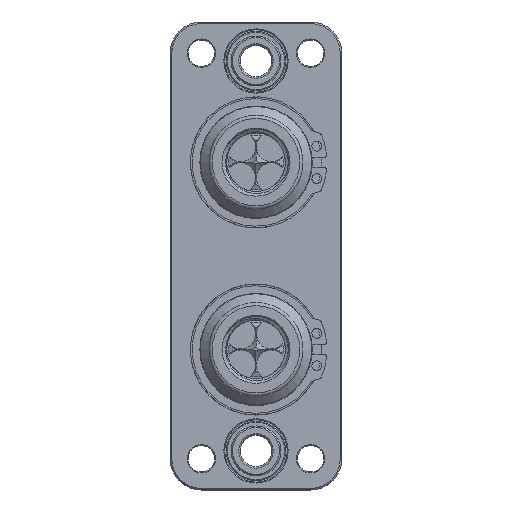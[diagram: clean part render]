
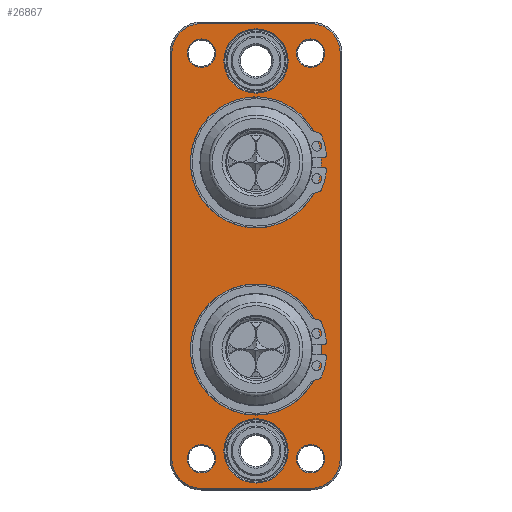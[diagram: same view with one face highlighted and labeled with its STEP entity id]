
A CAD part, top view. The second image highlights one B-rep face of the part: STEP entity #26867.
In plain terms, the highlighted planar face has unit normal (0, 0, 1).
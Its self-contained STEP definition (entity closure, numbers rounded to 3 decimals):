
#26704=CARTESIAN_POINT('',(0.,30.,27.));
#26705=DIRECTION('',(1.,0.,0.));
#26706=DIRECTION('',(0.,0.,1.));
#26707=AXIS2_PLACEMENT_3D('',#26704,#26706,#26705);
#26708=PLANE('',#26707);
#26709=CARTESIAN_POINT('',(-27.,95.,27.));
#26710=VERTEX_POINT('',#26709);
#26711=CARTESIAN_POINT('',(-17.5,104.5,27.));
#26712=VERTEX_POINT('',#26711);
#26713=CARTESIAN_POINT('',(-17.5,95.,27.));
#26714=DIRECTION('',(-1.,0.,0.));
#26715=DIRECTION('',(0.,0.,-1.));
#26716=AXIS2_PLACEMENT_3D('',#26713,#26715,#26714);
#26717=CIRCLE('',#26716,9.5);
#26718=EDGE_CURVE('',#26710,#26712,#26717,.T.);
#26719=ORIENTED_EDGE('E2859',*,*,#26718,.F.);
#26720=CARTESIAN_POINT('',(-27.,-35.,27.));
#26721=VERTEX_POINT('',#26720);
#26722=CARTESIAN_POINT('',(-27.,-35.,27.));
#26723=DIRECTION('',(0.,1.,0.));
#26724=VECTOR('',#26723,130.);
#26725=LINE('',#26722,#26724);
#26726=EDGE_CURVE('',#26721,#26710,#26725,.T.);
#26727=ORIENTED_EDGE('E2860',*,*,#26726,.F.);
#26728=CARTESIAN_POINT('',(-17.5,-44.5,27.));
#26729=VERTEX_POINT('',#26728);
#26730=CARTESIAN_POINT('',(-17.5,-35.,27.));
#26731=DIRECTION('',(0.,-1.,0.));
#26732=DIRECTION('',(0.,0.,-1.));
#26733=AXIS2_PLACEMENT_3D('',#26730,#26732,#26731);
#26734=CIRCLE('',#26733,9.5);
#26735=EDGE_CURVE('',#26729,#26721,#26734,.T.);
#26736=ORIENTED_EDGE('E2861',*,*,#26735,.F.);
#26737=CARTESIAN_POINT('',(17.5,-44.5,27.));
#26738=VERTEX_POINT('',#26737);
#26739=CARTESIAN_POINT('',(17.5,-44.5,27.));
#26740=DIRECTION('',(-1.,0.,0.));
#26741=VECTOR('',#26740,35.);
#26742=LINE('',#26739,#26741);
#26743=EDGE_CURVE('',#26738,#26729,#26742,.T.);
#26744=ORIENTED_EDGE('E2862',*,*,#26743,.F.);
#26745=CARTESIAN_POINT('',(27.,-35.,27.));
#26746=VERTEX_POINT('',#26745);
#26747=CARTESIAN_POINT('',(17.5,-35.,27.));
#26748=DIRECTION('',(1.,0.,0.));
#26749=DIRECTION('',(0.,0.,-1.));
#26750=AXIS2_PLACEMENT_3D('',#26747,#26749,#26748);
#26751=CIRCLE('',#26750,9.5);
#26752=EDGE_CURVE('',#26746,#26738,#26751,.T.);
#26753=ORIENTED_EDGE('E2863',*,*,#26752,.F.);
#26754=CARTESIAN_POINT('',(27.,95.,27.));
#26755=VERTEX_POINT('',#26754);
#26756=CARTESIAN_POINT('',(27.,95.,27.));
#26757=DIRECTION('',(0.,-1.,0.));
#26758=VECTOR('',#26757,130.);
#26759=LINE('',#26756,#26758);
#26760=EDGE_CURVE('',#26755,#26746,#26759,.T.);
#26761=ORIENTED_EDGE('E2864',*,*,#26760,.F.);
#26762=CARTESIAN_POINT('',(17.5,104.5,27.));
#26763=VERTEX_POINT('',#26762);
#26764=CARTESIAN_POINT('',(17.5,95.,27.));
#26765=DIRECTION('',(0.,1.,0.));
#26766=DIRECTION('',(0.,0.,-1.));
#26767=AXIS2_PLACEMENT_3D('',#26764,#26766,#26765);
#26768=CIRCLE('',#26767,9.5);
#26769=EDGE_CURVE('',#26763,#26755,#26768,.T.);
#26770=ORIENTED_EDGE('E2865',*,*,#26769,.F.);
#26771=CARTESIAN_POINT('',(-17.5,104.5,27.));
#26772=DIRECTION('',(1.,0.,0.));
#26773=VECTOR('',#26772,35.);
#26774=LINE('',#26771,#26773);
#26775=EDGE_CURVE('',#26712,#26763,#26774,.T.);
#26776=ORIENTED_EDGE('E2866',*,*,#26775,.F.);
#26777=EDGE_LOOP('',(#26719,#26727,#26736,#26744,#26753,#26761,#26770,#26776));
#26778=FACE_OUTER_BOUND('',#26777,.T.);
#26779=CARTESIAN_POINT('',(10.3,92.5,27.));
#26780=VERTEX_POINT('',#26779);
#26781=CARTESIAN_POINT('',(0.,92.5,27.));
#26782=DIRECTION('',(1.,0.,0.));
#26783=DIRECTION('',(0.,0.,-1.));
#26784=AXIS2_PLACEMENT_3D('',#26781,#26783,#26782);
#26785=CIRCLE('',#26784,10.3);
#26786=EDGE_CURVE('',#26780,#26780,#26785,.T.);
#26787=ORIENTED_EDGE('E3039',*,*,#26786,.T.);
#26788=EDGE_LOOP('',(#26787));
#26789=FACE_BOUND('',#26788,.T.);
#26790=CARTESIAN_POINT('',(10.3,-32.5,27.));
#26791=VERTEX_POINT('',#26790);
#26792=CARTESIAN_POINT('',(0.,-32.5,27.));
#26793=DIRECTION('',(1.,0.,0.));
#26794=DIRECTION('',(0.,0.,-1.));
#26795=AXIS2_PLACEMENT_3D('',#26792,#26794,#26793);
#26796=CIRCLE('',#26795,10.3);
#26797=EDGE_CURVE('',#26791,#26791,#26796,.T.);
#26798=ORIENTED_EDGE('E3041',*,*,#26797,.T.);
#26799=EDGE_LOOP('',(#26798));
#26800=FACE_BOUND('',#26799,.T.);
#26801=CARTESIAN_POINT('',(18.65,0.,27.));
#26802=VERTEX_POINT('',#26801);
#26803=CARTESIAN_POINT('',(0.,0.,27.));
#26804=DIRECTION('',(1.,0.,-0.));
#26805=DIRECTION('',(0.,0.,-1.));
#26806=AXIS2_PLACEMENT_3D('',#26803,#26805,#26804);
#26807=CIRCLE('',#26806,18.65);
#26808=EDGE_CURVE('',#26802,#26802,#26807,.T.);
#26809=ORIENTED_EDGE('E2960',*,*,#26808,.T.);
#26810=EDGE_LOOP('',(#26809));
#26811=FACE_BOUND('',#26810,.T.);
#26812=CARTESIAN_POINT('',(18.65,60.,27.));
#26813=VERTEX_POINT('',#26812);
#26814=CARTESIAN_POINT('',(0.,60.,27.));
#26815=DIRECTION('',(1.,0.,-0.));
#26816=DIRECTION('',(0.,-0.,-1.));
#26817=AXIS2_PLACEMENT_3D('',#26814,#26816,#26815);
#26818=CIRCLE('',#26817,18.65);
#26819=EDGE_CURVE('',#26813,#26813,#26818,.T.);
#26820=ORIENTED_EDGE('E2962',*,*,#26819,.T.);
#26821=EDGE_LOOP('',(#26820));
#26822=FACE_BOUND('',#26821,.T.);
#26823=CARTESIAN_POINT('',(22.05,95.,27.));
#26824=VERTEX_POINT('',#26823);
#26825=CARTESIAN_POINT('',(17.5,95.,27.));
#26826=DIRECTION('',(1.,0.,-0.));
#26827=DIRECTION('',(0.,0.,-1.));
#26828=AXIS2_PLACEMENT_3D('',#26825,#26827,#26826);
#26829=CIRCLE('',#26828,4.55);
#26830=EDGE_CURVE('',#26824,#26824,#26829,.T.);
#26831=ORIENTED_EDGE('E2951',*,*,#26830,.T.);
#26832=EDGE_LOOP('',(#26831));
#26833=FACE_BOUND('',#26832,.T.);
#26834=CARTESIAN_POINT('',(-12.95,95.,27.));
#26835=VERTEX_POINT('',#26834);
#26836=CARTESIAN_POINT('',(-17.5,95.,27.));
#26837=DIRECTION('',(1.,0.,-0.));
#26838=DIRECTION('',(0.,-0.,-1.));
#26839=AXIS2_PLACEMENT_3D('',#26836,#26838,#26837);
#26840=CIRCLE('',#26839,4.55);
#26841=EDGE_CURVE('',#26835,#26835,#26840,.T.);
#26842=ORIENTED_EDGE('E2953',*,*,#26841,.T.);
#26843=EDGE_LOOP('',(#26842));
#26844=FACE_BOUND('',#26843,.T.);
#26845=CARTESIAN_POINT('',(-12.95,-35.,27.));
#26846=VERTEX_POINT('',#26845);
#26847=CARTESIAN_POINT('',(-17.5,-35.,27.));
#26848=DIRECTION('',(1.,0.,-0.));
#26849=DIRECTION('',(0.,-0.,-1.));
#26850=AXIS2_PLACEMENT_3D('',#26847,#26849,#26848);
#26851=CIRCLE('',#26850,4.55);
#26852=EDGE_CURVE('',#26846,#26846,#26851,.T.);
#26853=ORIENTED_EDGE('E2955',*,*,#26852,.T.);
#26854=EDGE_LOOP('',(#26853));
#26855=FACE_BOUND('',#26854,.T.);
#26856=CARTESIAN_POINT('',(22.05,-35.,27.));
#26857=VERTEX_POINT('',#26856);
#26858=CARTESIAN_POINT('',(17.5,-35.,27.));
#26859=DIRECTION('',(1.,0.,-0.));
#26860=DIRECTION('',(0.,0.,-1.));
#26861=AXIS2_PLACEMENT_3D('',#26858,#26860,#26859);
#26862=CIRCLE('',#26861,4.55);
#26863=EDGE_CURVE('',#26857,#26857,#26862,.T.);
#26864=ORIENTED_EDGE('E2957',*,*,#26863,.T.);
#26865=EDGE_LOOP('',(#26864));
#26866=FACE_BOUND('',#26865,.T.);
#26867=ADVANCED_FACE('F1068',(#26778,#26789,#26800,#26811,#26822,#26833,#26844,#26855,#26866),#26708,.T.);
